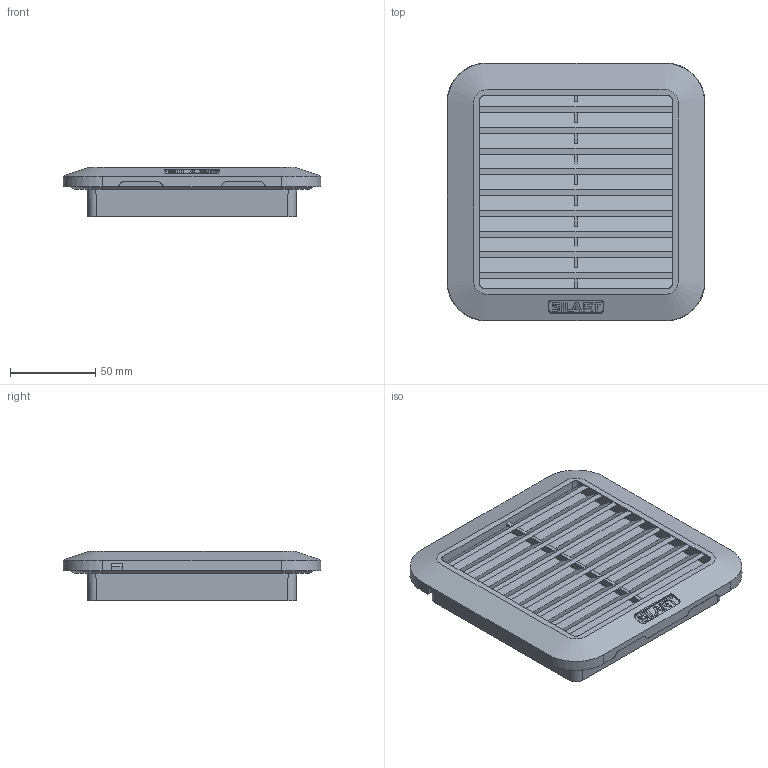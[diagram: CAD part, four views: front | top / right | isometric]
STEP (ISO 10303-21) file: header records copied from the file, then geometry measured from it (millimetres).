
FILE_DESCRIPTION(/* description */ (''),/* implementation_level */ '2;1');
FILE_NAME(/* name */ 'Filter_SILART_150.step',/* time_stamp */ '2022-03-01T14:23:47+03:00',/* author */ (''),/* organization */ (''),/* preprocessor_version */ 'ST-DEVELOPER v18.1',/* originating_system */ 'Autodesk Translation Framework v10.13.0.1454',/* authorisation */ '');
FILE_SCHEMA (('AUTOMOTIVE_DESIGN { 1 0 10303 214 3 1 1 }'));
Length unit declared in the file: millimetre
Products named in the file (1): FanFilter_SILART_150
Bounding box: 151.1 x 151.1 x 29 mm (x, y, z)
Volume: 432695 mm3; surface area: 89539.6 mm2
Topology: 1 solids, 1 shells, 297 faces, 822 edges, 544 vertices
Faces by surface type: plane 207, bspline 37, cylinder 33, cone 16, torus 4
Entity records: 10380 total; most frequent: CARTESIAN_POINT 2888, ORIENTED_EDGE 1644, DIRECTION 1378, EDGE_CURVE 822, LINE 654, VECTOR 654, VERTEX_POINT 544, AXIS2_PLACEMENT_3D 362
